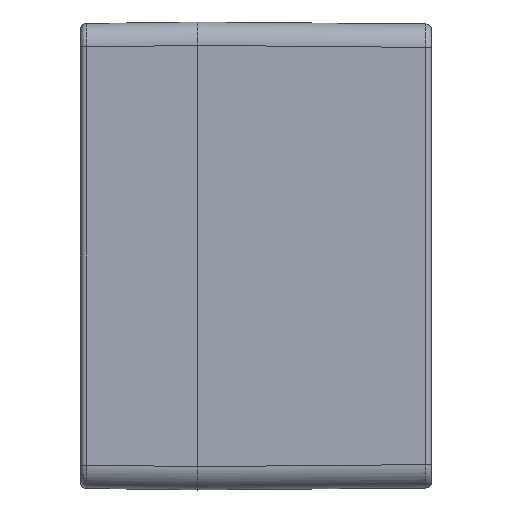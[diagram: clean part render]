
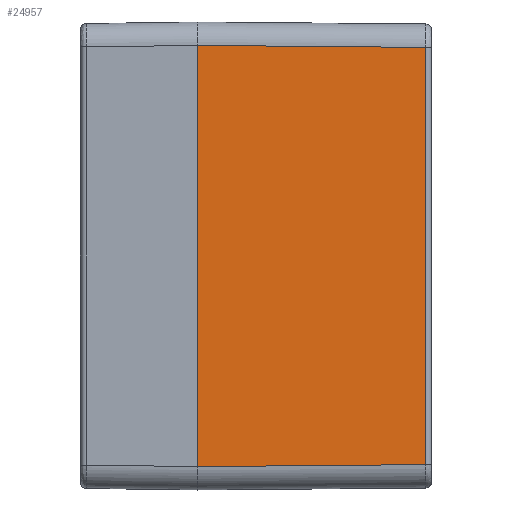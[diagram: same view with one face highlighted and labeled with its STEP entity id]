
A CAD part, left-side view. The second image highlights one B-rep face of the part: STEP entity #24957.
In plain terms, the highlighted planar face has unit normal (-1, -0.009, 0).
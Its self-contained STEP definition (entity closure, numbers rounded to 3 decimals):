
#1134=CARTESIAN_POINT('',(-180.,100.,-90.));
#1182=CARTESIAN_POINT('',(-180.,100.,90.));
#1193=DIRECTION('',(0.,0.,-1.));
#1194=VECTOR('',#1193,180.001);
#1195=CARTESIAN_POINT('',(-180.,100.,90.));
#1196=LINE('',#1195,#1194);
#12263=DIRECTION('',(0.,0.,-1.));
#12264=VECTOR('',#12263,178.299);
#12265=CARTESIAN_POINT('',(-179.149,2.478,
89.149));
#12266=LINE('',#12265,#12264);
#12270=DIRECTION('',(0.009,-1.,0.009));
#12271=VECTOR('',#12270,97.529);
#12272=CARTESIAN_POINT('',(-180.,100.,-90.));
#12273=LINE('',#12272,#12271);
#12277=DIRECTION('',(0.009,-1.,-0.009));
#12278=VECTOR('',#12277,97.529);
#12279=CARTESIAN_POINT('',(-180.,100.,90.));
#12280=LINE('',#12279,#12278);
#12815=VERTEX_POINT('',#1134);
#12820=VERTEX_POINT('',#1182);
#13370=CARTESIAN_POINT('',(-179.149,2.478,
89.149));
#13371=CARTESIAN_POINT('',(-179.149,2.478,
-89.149));
#13372=VERTEX_POINT('',#13370);
#13373=VERTEX_POINT('',#13371);
#24945=CARTESIAN_POINT('',(-180.,100.,-106.436));
#24946=DIRECTION('',(-1.,-0.009,0.));
#24947=DIRECTION('',(0.,0.,-1.));
#24948=AXIS2_PLACEMENT_3D('',#24945,#24946,#24947);
#24949=PLANE('',#24948);
#24950=ORIENTED_EDGE('',*,*,#24938,.T.);
#24951=ORIENTED_EDGE('',*,*,#24876,.F.);
#24952=ORIENTED_EDGE('',*,*,#14588,.F.);
#24954=ORIENTED_EDGE('',*,*,#24953,.T.);
#24955=EDGE_LOOP('',(#24950,#24951,#24952,#24954));
#24956=FACE_OUTER_BOUND('',#24955,.F.);
#24957=ADVANCED_FACE('',(#24956),#24949,.T.);
#14588=EDGE_CURVE('',#12820,#12815,#1196,.T.);
#24876=EDGE_CURVE('',#12815,#13373,#12273,.T.);
#24938=EDGE_CURVE('',#13372,#13373,#12266,.T.);
#24953=EDGE_CURVE('',#12820,#13372,#12280,.T.);
